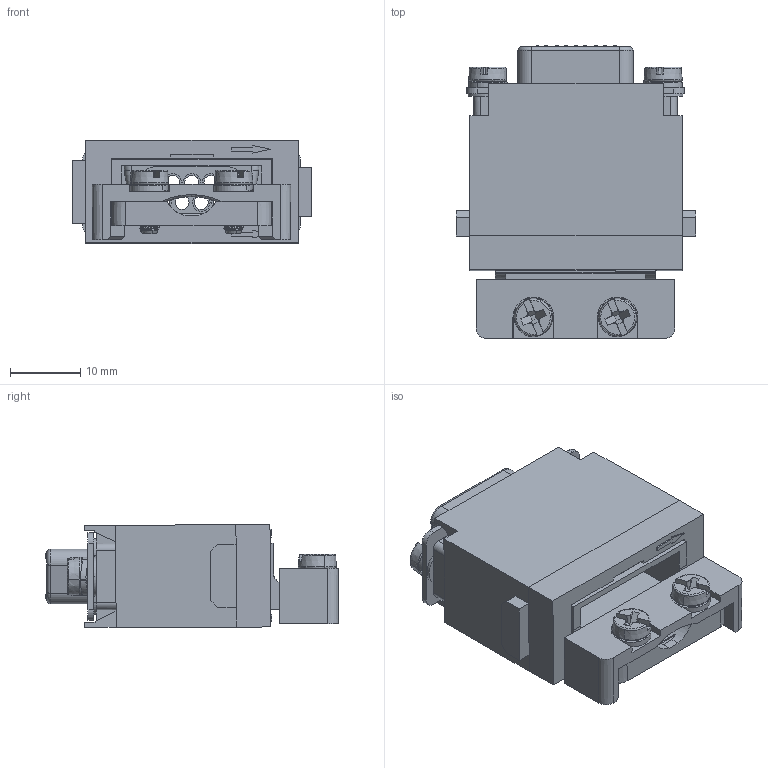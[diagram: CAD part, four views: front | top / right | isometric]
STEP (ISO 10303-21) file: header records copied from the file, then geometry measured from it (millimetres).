
FILE_DESCRIPTION(/* description */ (''),/* implementation_level */ '2;1');
FILE_NAME(/* name */ '3D_1290090200101_HMDS_2.1-009-FC_V1.3_stp.stp',/* time_stamp */ '2024-02-04T16:02:46+08:00',/* author */ (''),/* organization */ (''),/* preprocessor_version */ 'ST-DEVELOPER v18.1',/* originating_system */ 'SIEMENS PLM Software NX 1980',/* authorisation */ '');
FILE_SCHEMA (('AUTOMOTIVE_DESIGN { 1 0 10303 214 3 1 1 1 }'));
Length unit declared in the file: millimetre
Products named in the file (1): 1318193024BDb87l
Bounding box: 34.2 x 41.75 x 14.69 mm (x, y, z)
Volume: 8362.4 mm3; surface area: 12368.4 mm2
Topology: 1 solids, 1 shells, 752 faces, 2139 edges, 1402 vertices
Faces by surface type: plane 357, cylinder 229, cone 61, bspline 50, extrusion 29, torus 26
Entity records: 38455 total; most frequent: CARTESIAN_POINT 18083, ORIENTED_EDGE 4276, DIRECTION 3134, EDGE_CURVE 2138, VERTEX_POINT 1398, VECTOR 1048, AXIS2_PLACEMENT_3D 1043, LINE 1019
